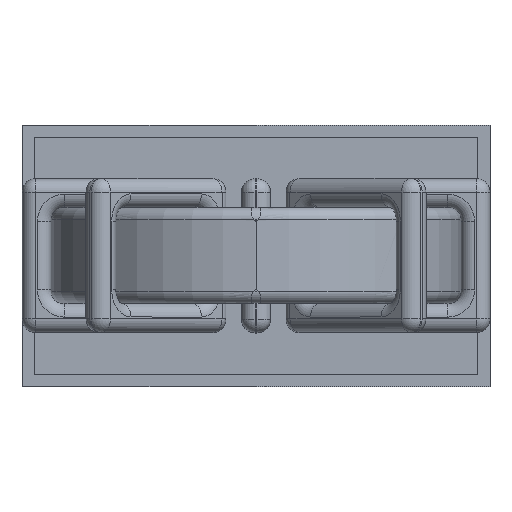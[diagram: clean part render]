
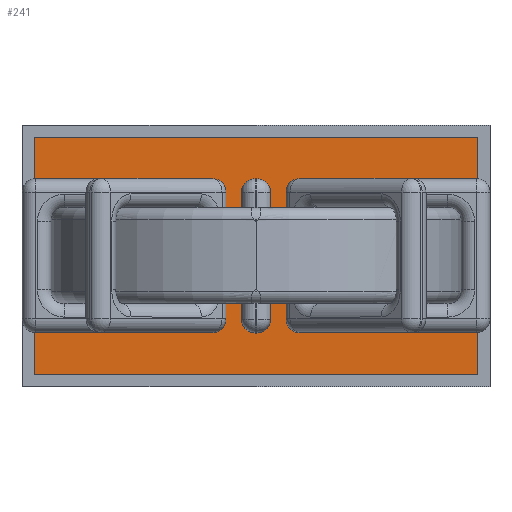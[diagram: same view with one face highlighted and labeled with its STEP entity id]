
A CAD part, top view. The second image highlights one B-rep face of the part: STEP entity #241.
In plain terms, the highlighted planar face has unit normal (0, 0, 1).
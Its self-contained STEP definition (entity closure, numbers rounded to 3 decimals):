
#13=DIRECTION('',(0.,0.,1.));
#27=VECTOR('',#28,1.);
#28=DIRECTION('',(1.,0.,0.));
#34=VECTOR('',#35,1.);
#35=DIRECTION('',(0.,-1.,0.));
#41=VECTOR('',#42,1.);
#42=DIRECTION('',(-1.,0.,0.));
#46=VECTOR('',#47,1.);
#47=DIRECTION('',(0.,1.,0.));
#78=CARTESIAN_POINT('',(-2.032,2.223,1.));
#136=ORIENTED_EDGE('',*,*,#137,.T.);
#137=EDGE_CURVE('',#138,#140,#142,.T.);
#138=VERTEX_POINT('',#139);
#139=CARTESIAN_POINT('',(16.772,1.723,1.));
#140=VERTEX_POINT('',#141);
#141=CARTESIAN_POINT('',(-1.532,1.723,1.));
#142=LINE('',#143,#41);
#143=CARTESIAN_POINT('',(-1.782,1.723,1.));
#157=ORIENTED_EDGE('',*,*,#158,.T.);
#158=EDGE_CURVE('',#159,#138,#161,.T.);
#159=VERTEX_POINT('',#160);
#160=CARTESIAN_POINT('',(16.772,-8.073,1.));
#161=LINE('',#162,#46);
#162=CARTESIAN_POINT('',(16.772,1.973,1.));
#173=ORIENTED_EDGE('',*,*,#174,.T.);
#174=EDGE_CURVE('',#175,#159,#177,.T.);
#175=VERTEX_POINT('',#176);
#176=CARTESIAN_POINT('',(-1.532,-8.073,1.));
#177=LINE('',#178,#27);
#178=CARTESIAN_POINT('',(7.37,-8.073,1.));
#189=ORIENTED_EDGE('',*,*,#190,.T.);
#190=EDGE_CURVE('',#140,#175,#191,.T.);
#191=LINE('',#192,#34);
#192=CARTESIAN_POINT('',(-1.532,-2.925,1.));
#241=ADVANCED_FACE('',(#242),#244,.T.);
#242=FACE_BOUND('',#243,.T.);
#243=EDGE_LOOP('',(#136,#189,#173,#157));
#244=PLANE('',#245);
#245=AXIS2_PLACEMENT_3D('',#78,#13,#28);
